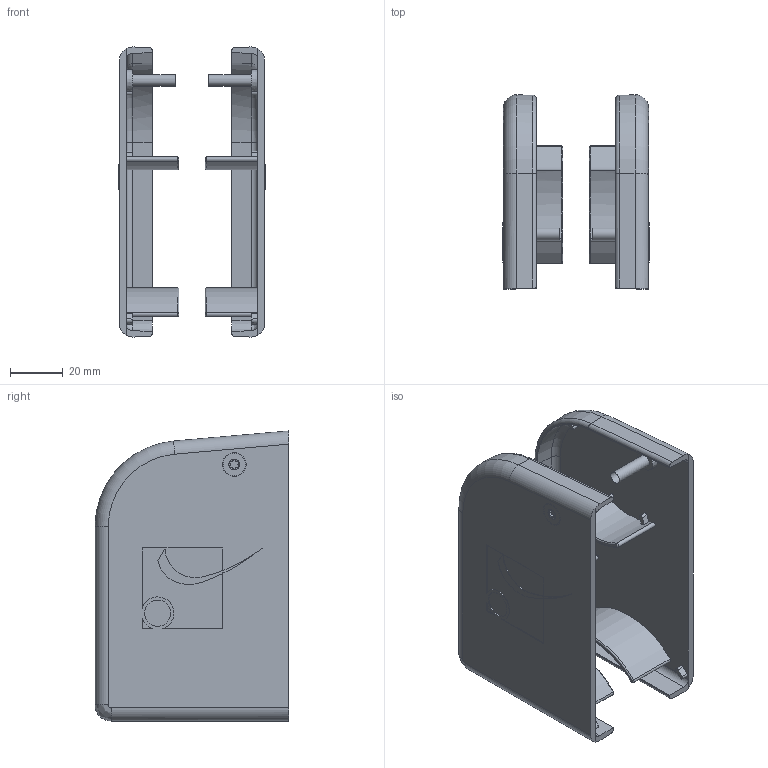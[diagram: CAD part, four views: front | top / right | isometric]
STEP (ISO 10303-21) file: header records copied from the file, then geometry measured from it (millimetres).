
FILE_DESCRIPTION(/* description */ (''),/* implementation_level */ '2;1');
FILE_NAME(/* name */ 'GJ10530EN.stp',/* time_stamp */ '2019-08-23T11:20:30+02:00',/* author */ ('WG'),/* organization */ (''),/* preprocessor_version */ 'ST-DEVELOPER v17.2',/* originating_system */ 'Autodesk Inventor 2019',/* authorisation */ '');
FILE_SCHEMA (('AUTOMOTIVE_DESIGN { 1 0 10303 214 3 1 1 }'));
Length unit declared in the file: millimetre
Products named in the file (4): GJ10530EN; 22852; 22852sym; 04793
Assembly tree (4 placements, depth 2):
  GJ10530EN
    22852
    22852sym
    04793  x2
Bounding box: 55.6 x 73.53 x 109.97 mm (x, y, z)
Volume: 52601.1 mm3; surface area: 47730.9 mm2
Topology: 4 solids, 4 shells, 274 faces, 694 edges, 440 vertices
Faces by surface type: plane 110, cylinder 98, cone 32, torus 22, bspline 12
Full cylindrical faces by diameter (mm): 4.15 x2, 4.5 x4, 9 x2, 9.9 x2
Entity records: 8266 total; most frequent: CARTESIAN_POINT 1768, DIRECTION 1380, ORIENTED_EDGE 1276, EDGE_CURVE 638, AXIS2_PLACEMENT_3D 529, VERTEX_POINT 403, LINE 322, VECTOR 322
